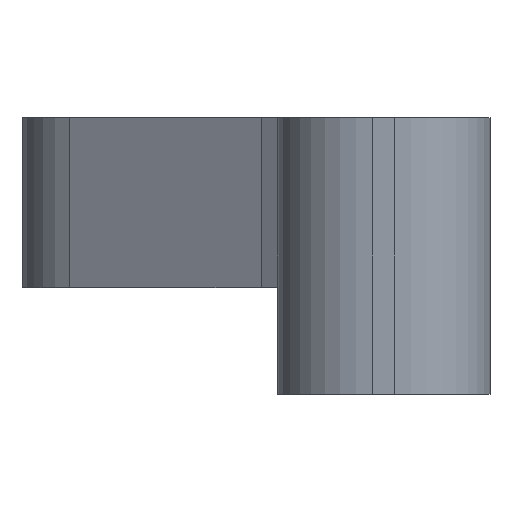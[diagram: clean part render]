
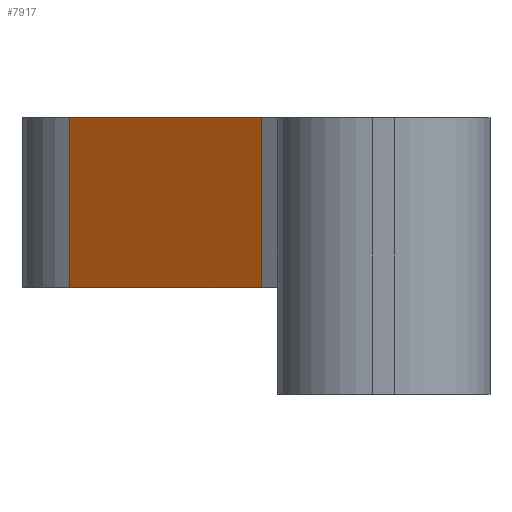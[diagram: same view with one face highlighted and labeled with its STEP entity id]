
A CAD part, left-side view. The second image highlights one B-rep face of the part: STEP entity #7917.
In plain terms, the highlighted planar face has unit normal (-0.832, 0.554, 0).
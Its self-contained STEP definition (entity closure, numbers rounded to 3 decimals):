
#1367 = PLANE('',#1368);
#1368 = AXIS2_PLACEMENT_3D('',#1369,#1370,#1371);
#1369 = CARTESIAN_POINT('',(-21.722,6.982,45.));
#1370 = DIRECTION('',(0.,0.,1.));
#1371 = DIRECTION('',(0.,1.,0.));
#3755 = PLANE('',#3756);
#3756 = AXIS2_PLACEMENT_3D('',#3757,#3758,#3759);
#3757 = CARTESIAN_POINT('',(-21.722,6.982,53.));
#3758 = DIRECTION('',(0.,0.,1.));
#3759 = DIRECTION('',(0.,1.,0.));
#4094 = VERTEX_POINT('',#4095);
#4095 = CARTESIAN_POINT('',(14.839,20.772,45.));
#4110 = CYLINDRICAL_SURFACE('',#4111,5.);
#4111 = AXIS2_PLACEMENT_3D('',#4112,#4113,#4114);
#4112 = CARTESIAN_POINT('',(19.,18.,53.));
#4113 = DIRECTION('',(0.,0.,1.));
#4114 = DIRECTION('',(1.,0.,0.));
#4122 = EDGE_CURVE('',#4094,#4123,#4125,.T.);
#4123 = VERTEX_POINT('',#4124);
#4124 = CARTESIAN_POINT('',(8.831,11.753,45.));
#4125 = SURFACE_CURVE('',#4126,(#4130,#4137),.PCURVE_S1.);
#4126 = LINE('',#4127,#4128);
#4127 = CARTESIAN_POINT('',(14.839,20.772,45.));
#4128 = VECTOR('',#4129,1.);
#4129 = DIRECTION('',(-0.554,-0.832,0.
    ));
#4130 = PCURVE('',#1367,#4131);
#4131 = DEFINITIONAL_REPRESENTATION('',(#4132),#4136);
#4132 = LINE('',#4133,#4134);
#4133 = CARTESIAN_POINT('',(13.79,-36.561));
#4134 = VECTOR('',#4135,1.);
#4135 = DIRECTION('',(-0.832,0.554));
#4136 = ( GEOMETRIC_REPRESENTATION_CONTEXT(2) 
PARAMETRIC_REPRESENTATION_CONTEXT() REPRESENTATION_CONTEXT('2D SPACE',''
  ) );
#4137 = PCURVE('',#4138,#4143);
#4138 = PLANE('',#4139);
#4139 = AXIS2_PLACEMENT_3D('',#4140,#4141,#4142);
#4140 = CARTESIAN_POINT('',(14.839,20.772,53.));
#4141 = DIRECTION('',(-0.832,0.554,0.
    ));
#4142 = DIRECTION('',(-0.554,-0.832,0.
    ));
#4143 = DEFINITIONAL_REPRESENTATION('',(#4144),#4148);
#4144 = LINE('',#4145,#4146);
#4145 = CARTESIAN_POINT('',(0.,-8.));
#4146 = VECTOR('',#4147,1.);
#4147 = DIRECTION('',(1.,0.));
#4148 = ( GEOMETRIC_REPRESENTATION_CONTEXT(2) 
PARAMETRIC_REPRESENTATION_CONTEXT() REPRESENTATION_CONTEXT('2D SPACE',''
  ) );
#4167 = CYLINDRICAL_SURFACE('',#4168,8.422);
#4168 = AXIS2_PLACEMENT_3D('',#4169,#4170,#4171);
#4169 = CARTESIAN_POINT('',(1.821,16.422,53.));
#4170 = DIRECTION('',(0.,0.,1.));
#4171 = DIRECTION('',(1.,0.,0.));
#7550 = VERTEX_POINT('',#7551);
#7551 = CARTESIAN_POINT('',(14.839,20.772,53.));
#7573 = EDGE_CURVE('',#7550,#7574,#7576,.T.);
#7574 = VERTEX_POINT('',#7575);
#7575 = CARTESIAN_POINT('',(8.831,11.753,53.));
#7576 = SURFACE_CURVE('',#7577,(#7581,#7588),.PCURVE_S1.);
#7577 = LINE('',#7578,#7579);
#7578 = CARTESIAN_POINT('',(14.839,20.772,53.));
#7579 = VECTOR('',#7580,1.);
#7580 = DIRECTION('',(-0.554,-0.832,0.
    ));
#7581 = PCURVE('',#3755,#7582);
#7582 = DEFINITIONAL_REPRESENTATION('',(#7583),#7587);
#7583 = LINE('',#7584,#7585);
#7584 = CARTESIAN_POINT('',(13.79,-36.561));
#7585 = VECTOR('',#7586,1.);
#7586 = DIRECTION('',(-0.832,0.554));
#7587 = ( GEOMETRIC_REPRESENTATION_CONTEXT(2) 
PARAMETRIC_REPRESENTATION_CONTEXT() REPRESENTATION_CONTEXT('2D SPACE',''
  ) );
#7588 = PCURVE('',#4138,#7589);
#7589 = DEFINITIONAL_REPRESENTATION('',(#7590),#7594);
#7590 = LINE('',#7591,#7592);
#7591 = CARTESIAN_POINT('',(0.,0.));
#7592 = VECTOR('',#7593,1.);
#7593 = DIRECTION('',(1.,0.));
#7594 = ( GEOMETRIC_REPRESENTATION_CONTEXT(2) 
PARAMETRIC_REPRESENTATION_CONTEXT() REPRESENTATION_CONTEXT('2D SPACE',''
  ) );
#7896 = EDGE_CURVE('',#7574,#4123,#7897,.T.);
#7897 = SURFACE_CURVE('',#7898,(#7902,#7909),.PCURVE_S1.);
#7898 = LINE('',#7899,#7900);
#7899 = CARTESIAN_POINT('',(8.831,11.753,53.));
#7900 = VECTOR('',#7901,1.);
#7901 = DIRECTION('',(0.,0.,-1.));
#7902 = PCURVE('',#4167,#7903);
#7903 = DEFINITIONAL_REPRESENTATION('',(#7904),#7908);
#7904 = LINE('',#7905,#7906);
#7905 = CARTESIAN_POINT('',(5.696,0.));
#7906 = VECTOR('',#7907,1.);
#7907 = DIRECTION('',(0.,-1.));
#7908 = ( GEOMETRIC_REPRESENTATION_CONTEXT(2) 
PARAMETRIC_REPRESENTATION_CONTEXT() REPRESENTATION_CONTEXT('2D SPACE',''
  ) );
#7909 = PCURVE('',#4138,#7910);
#7910 = DEFINITIONAL_REPRESENTATION('',(#7911),#7915);
#7911 = LINE('',#7912,#7913);
#7912 = CARTESIAN_POINT('',(10.836,0.));
#7913 = VECTOR('',#7914,1.);
#7914 = DIRECTION('',(0.,-1.));
#7915 = ( GEOMETRIC_REPRESENTATION_CONTEXT(2) 
PARAMETRIC_REPRESENTATION_CONTEXT() REPRESENTATION_CONTEXT('2D SPACE',''
  ) );
#7917 = ADVANCED_FACE('',(#7918),#4138,.T.);
#7918 = FACE_BOUND('',#7919,.T.);
#7919 = EDGE_LOOP('',(#7920,#7941,#7942,#7943));
#7920 = ORIENTED_EDGE('',*,*,#7921,.T.);
#7921 = EDGE_CURVE('',#7550,#4094,#7922,.T.);
#7922 = SURFACE_CURVE('',#7923,(#7927,#7934),.PCURVE_S1.);
#7923 = LINE('',#7924,#7925);
#7924 = CARTESIAN_POINT('',(14.839,20.772,53.));
#7925 = VECTOR('',#7926,1.);
#7926 = DIRECTION('',(0.,0.,-1.));
#7927 = PCURVE('',#4138,#7928);
#7928 = DEFINITIONAL_REPRESENTATION('',(#7929),#7933);
#7929 = LINE('',#7930,#7931);
#7930 = CARTESIAN_POINT('',(0.,0.));
#7931 = VECTOR('',#7932,1.);
#7932 = DIRECTION('',(0.,-1.));
#7933 = ( GEOMETRIC_REPRESENTATION_CONTEXT(2) 
PARAMETRIC_REPRESENTATION_CONTEXT() REPRESENTATION_CONTEXT('2D SPACE',''
  ) );
#7934 = PCURVE('',#4110,#7935);
#7935 = DEFINITIONAL_REPRESENTATION('',(#7936),#7940);
#7936 = LINE('',#7937,#7938);
#7937 = CARTESIAN_POINT('',(2.554,0.));
#7938 = VECTOR('',#7939,1.);
#7939 = DIRECTION('',(0.,-1.));
#7940 = ( GEOMETRIC_REPRESENTATION_CONTEXT(2) 
PARAMETRIC_REPRESENTATION_CONTEXT() REPRESENTATION_CONTEXT('2D SPACE',''
  ) );
#7941 = ORIENTED_EDGE('',*,*,#4122,.T.);
#7942 = ORIENTED_EDGE('',*,*,#7896,.F.);
#7943 = ORIENTED_EDGE('',*,*,#7573,.F.);
